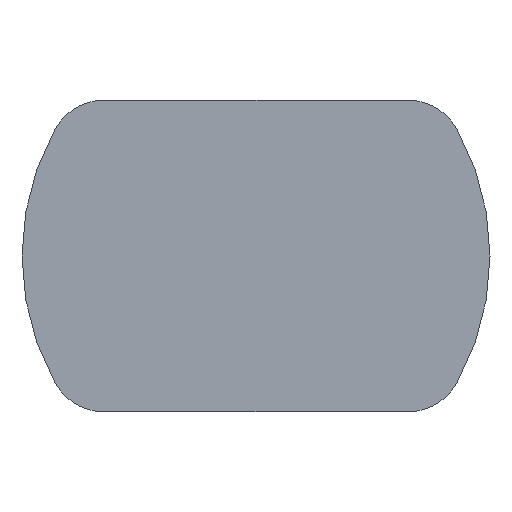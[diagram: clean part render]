
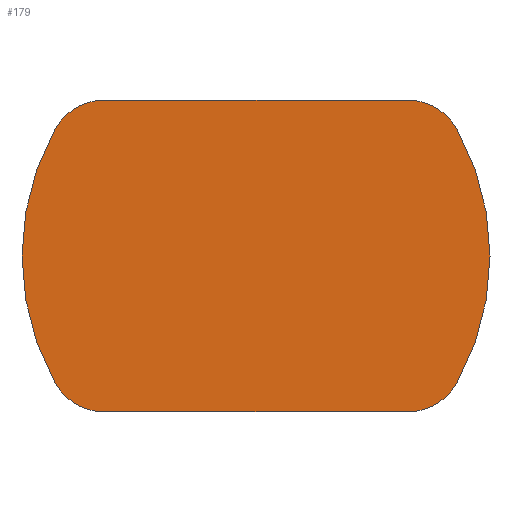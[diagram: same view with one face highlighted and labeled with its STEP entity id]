
A CAD part, front view. The second image highlights one B-rep face of the part: STEP entity #179.
In plain terms, the highlighted planar face has unit normal (0, -1, 0).
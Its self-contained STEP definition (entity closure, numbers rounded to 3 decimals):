
#19=PLANE('',#224);
#29=FACE_OUTER_BOUND('',#39,.T.);
#39=EDGE_LOOP('',(#156,#157,#158,#159,#160,#161,#162,#163));
#42=LINE('',#295,#54);
#48=LINE('',#319,#60);
#54=VECTOR('',#237,10.);
#60=VECTOR('',#263,10.);
#64=CIRCLE('',#204,5.5);
#66=CIRCLE('',#208,5.5);
#68=CIRCLE('',#211,25.);
#70=CIRCLE('',#214,5.5);
#72=CIRCLE('',#218,5.5);
#74=CIRCLE('',#221,25.);
#76=VERTEX_POINT('',#285);
#77=VERTEX_POINT('',#286);
#80=VERTEX_POINT('',#294);
#82=VERTEX_POINT('',#300);
#84=VERTEX_POINT('',#306);
#86=VERTEX_POINT('',#312);
#88=VERTEX_POINT('',#318);
#90=VERTEX_POINT('',#324);
#92=EDGE_CURVE('',#76,#77,#64,.T.);
#96=EDGE_CURVE('',#80,#76,#42,.T.);
#99=EDGE_CURVE('',#82,#80,#66,.T.);
#102=EDGE_CURVE('',#84,#82,#68,.T.);
#105=EDGE_CURVE('',#86,#84,#70,.T.);
#108=EDGE_CURVE('',#88,#86,#48,.T.);
#111=EDGE_CURVE('',#90,#88,#72,.T.);
#114=EDGE_CURVE('',#77,#90,#74,.T.);
#156=ORIENTED_EDGE('',*,*,#114,.F.);
#157=ORIENTED_EDGE('',*,*,#92,.F.);
#158=ORIENTED_EDGE('',*,*,#96,.F.);
#159=ORIENTED_EDGE('',*,*,#99,.F.);
#160=ORIENTED_EDGE('',*,*,#102,.F.);
#161=ORIENTED_EDGE('',*,*,#105,.F.);
#162=ORIENTED_EDGE('',*,*,#108,.F.);
#163=ORIENTED_EDGE('',*,*,#111,.F.);
#179=ADVANCED_FACE('',(#29),#19,.F.);
#204=AXIS2_PLACEMENT_3D('',#287,#229,#230);
#208=AXIS2_PLACEMENT_3D('',#301,#242,#243);
#211=AXIS2_PLACEMENT_3D('',#307,#249,#250);
#214=AXIS2_PLACEMENT_3D('',#313,#256,#257);
#218=AXIS2_PLACEMENT_3D('',#325,#268,#269);
#221=AXIS2_PLACEMENT_3D('',#330,#275,#276);
#224=AXIS2_PLACEMENT_3D('',#333,#281,#282);
#229=DIRECTION('center_axis',(0.,1.,0.));
#230=DIRECTION('ref_axis',(0.,0.,-1.));
#237=DIRECTION('',(-1.,0.,0.));
#242=DIRECTION('center_axis',(0.,1.,0.));
#243=DIRECTION('ref_axis',(0.873,0.,-0.487));
#249=DIRECTION('center_axis',(0.,1.,0.));
#250=DIRECTION('ref_axis',(0.873,0.,0.487));
#256=DIRECTION('center_axis',(0.,1.,0.));
#257=DIRECTION('ref_axis',(0.,0.,1.));
#263=DIRECTION('',(1.,0.,0.));
#268=DIRECTION('center_axis',(0.,1.,0.));
#269=DIRECTION('ref_axis',(-0.873,0.,0.487));
#275=DIRECTION('center_axis',(0.,1.,0.));
#276=DIRECTION('ref_axis',(-0.873,0.,-0.487));
#281=DIRECTION('center_axis',(0.,1.,0.));
#282=DIRECTION('ref_axis',(0.,0.,1.));
#285=CARTESIAN_POINT('',(-42.791,0.,-27.539));
#286=CARTESIAN_POINT('',(-47.594,0.,-24.718));
#287=CARTESIAN_POINT('Origin',(-42.791,0.,-22.039));
#294=CARTESIAN_POINT('',(-13.733,0.,-27.539));
#295=CARTESIAN_POINT('',(-13.733,0.,-27.539));
#300=CARTESIAN_POINT('',(-8.929,0.,-24.718));
#301=CARTESIAN_POINT('Origin',(-13.733,0.,-22.039));
#306=CARTESIAN_POINT('',(-8.929,0.,-0.359));
#307=CARTESIAN_POINT('Origin',(-30.762,0.,-12.539));
#312=CARTESIAN_POINT('',(-13.733,0.,2.461));
#313=CARTESIAN_POINT('Origin',(-13.733,0.,-3.039));
#318=CARTESIAN_POINT('',(-42.791,0.,2.461));
#319=CARTESIAN_POINT('',(-42.791,0.,2.461));
#324=CARTESIAN_POINT('',(-47.594,0.,-0.359));
#325=CARTESIAN_POINT('Origin',(-42.791,0.,-3.039));
#330=CARTESIAN_POINT('Origin',(-25.762,0.,-12.539));
#333=CARTESIAN_POINT('Origin',(-28.262,0.,-12.539));
